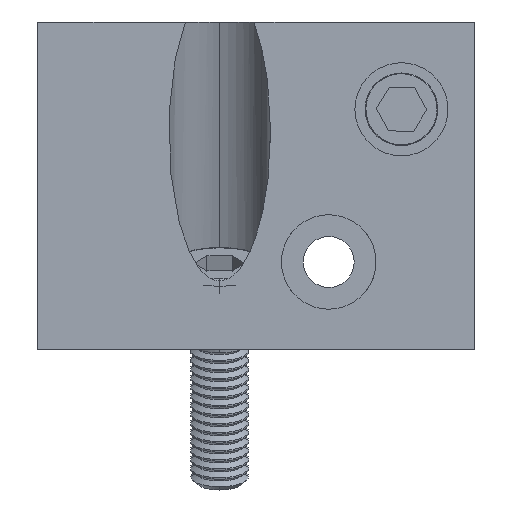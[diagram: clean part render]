
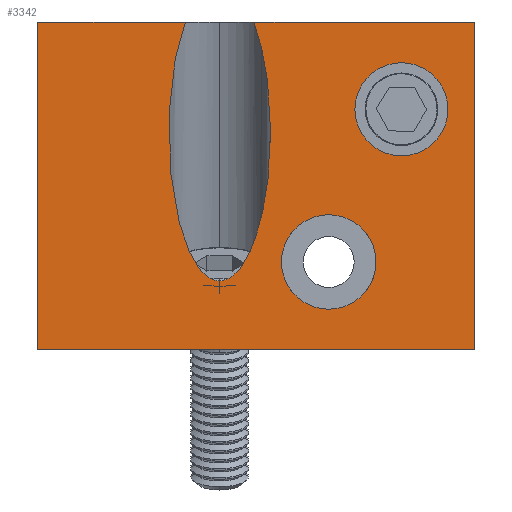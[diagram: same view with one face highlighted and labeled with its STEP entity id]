
A CAD part, left-side view. The second image highlights one B-rep face of the part: STEP entity #3342.
In plain terms, the highlighted planar face has unit normal (-1, 0, 0).
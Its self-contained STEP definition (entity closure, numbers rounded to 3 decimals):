
#67 = EDGE_LOOP ( 'NONE', ( #6553, #11075 ) ) ;
#264 = DIRECTION ( 'NONE',  ( 0., 0., -1. ) ) ;
#394 = DIRECTION ( 'NONE',  ( 0., 0., -1. ) ) ;
#664 = ORIENTED_EDGE ( 'NONE', *, *, #3459, .T. ) ;
#829 = AXIS2_PLACEMENT_3D ( 'NONE', #15522, #8057, #16828 ) ;
#942 = VERTEX_POINT ( 'NONE', #6795 ) ;
#1187 = VERTEX_POINT ( 'NONE', #18804 ) ;
#1331 = CARTESIAN_POINT ( 'NONE',  ( 6.298, 41.056, 44.21 ) ) ;
#1584 = VECTOR ( 'NONE', #10939, 1000. ) ;
#1773 = ORIENTED_EDGE ( 'NONE', *, *, #6463, .F. ) ;
#2021 = LINE ( 'NONE', #16984, #17442 ) ;
#2493 = LINE ( 'NONE', #14176, #12981 ) ;
#2809 = VERTEX_POINT ( 'NONE', #4353 ) ;
#2815 = EDGE_CURVE ( 'NONE', #2809, #17557, #10416, .T. ) ;
#3119 = CARTESIAN_POINT ( 'NONE',  ( 6.298, 36.056, 48.26 ) ) ;
#3209 = DIRECTION ( 'NONE',  ( -1., 0., 0. ) ) ;
#3262 = CARTESIAN_POINT ( 'NONE',  ( 6.298, 46.195, 57.46 ) ) ;
#3311 = CARTESIAN_POINT ( 'NONE',  ( 6.298, 31.056, 57.46 ) ) ;
#3342 = ADVANCED_FACE ( 'NONE', ( #5438, #5201, #17374 ), #12256, .T. ) ;
#3459 = EDGE_CURVE ( 'NONE', #5028, #15007, #17813, .T. ) ;
#3564 = VERTEX_POINT ( 'NONE', #9691 ) ;
#3983 = CIRCLE ( 'NONE', #829, 3.25 ) ;
#4353 = CARTESIAN_POINT ( 'NONE',  ( 6.298, 50.917, 57.46 ) ) ;
#4413 = CARTESIAN_POINT ( 'NONE',  ( 6.298, 41.056, 37.71 ) ) ;
#4453 = ORIENTED_EDGE ( 'NONE', *, *, #9200, .T. ) ;
#4486 = EDGE_CURVE ( 'NONE', #12565, #2809, #5689, .T. ) ;
#4666 = ORIENTED_EDGE ( 'NONE', *, *, #13655, .F. ) ;
#4682 = LINE ( 'NONE', #16270, #10465 ) ;
#4835 = DIRECTION ( 'NONE',  ( 0., 0., 1. ) ) ;
#4951 = ORIENTED_EDGE ( 'NONE', *, *, #6954, .T. ) ;
#4993 = ORIENTED_EDGE ( 'NONE', *, *, #2815, .F. ) ;
#5026 = CARTESIAN_POINT ( 'NONE',  ( 6.298, 31.056, 34.96 ) ) ;
#5028 = VERTEX_POINT ( 'NONE', #3119 ) ;
#5201 = FACE_BOUND ( 'NONE', #67, .T. ) ;
#5359 = ORIENTED_EDGE ( 'NONE', *, *, #4486, .F. ) ;
#5438 = FACE_OUTER_BOUND ( 'NONE', #10207, .T. ) ;
#5502 = CARTESIAN_POINT ( 'NONE',  ( 6.298, 36.056, 54.66 ) ) ;
#5689 = LINE ( 'NONE', #3311, #7105 ) ;
#5858 = ORIENTED_EDGE ( 'NONE', *, *, #10703, .T. ) ;
#6239 = DIRECTION ( 'NONE',  ( 0., -1., 0. ) ) ;
#6324 = CARTESIAN_POINT ( 'NONE',  ( 6.298, 31.056, 34.96 ) ) ;
#6463 = EDGE_CURVE ( 'NONE', #942, #12565, #2021, .T. ) ;
#6503 = CARTESIAN_POINT ( 'NONE',  ( 6.298, 36.056, 51.46 ) ) ;
#6553 = ORIENTED_EDGE ( 'NONE', *, *, #9411, .T. ) ;
#6795 = CARTESIAN_POINT ( 'NONE',  ( 6.298, 61.056, 34.96 ) ) ;
#6833 = AXIS2_PLACEMENT_3D ( 'NONE', #18286, #9176, #264 ) ;
#6873 = AXIS2_PLACEMENT_3D ( 'NONE', #13510, #10502, #17980 ) ;
#6954 = EDGE_CURVE ( 'NONE', #942, #1187, #16757, .T. ) ;
#7105 = VECTOR ( 'NONE', #18263, 1000. ) ;
#7838 = CARTESIAN_POINT ( 'NONE',  ( 6.298, 48.556, 39.673 ) ) ;
#8057 = DIRECTION ( 'NONE',  ( 1., 0., 0. ) ) ;
#8075 = CARTESIAN_POINT ( 'NONE',  ( 6.298, 61.056, 57.46 ) ) ;
#8707 = CIRCLE ( 'NONE', #6873, 3.25 ) ;
#8740 = AXIS2_PLACEMENT_3D ( 'NONE', #6324, #3209, #4835 ) ;
#8810 = CARTESIAN_POINT ( 'NONE',  ( 6.298, 53.712, 49.992 ) ) ;
#8852 = CARTESIAN_POINT ( 'NONE',  ( 6.298, 43.4, 49.992 ) ) ;
#9176 = DIRECTION ( 'NONE',  ( 1., 0., 0. ) ) ;
#9200 = EDGE_CURVE ( 'NONE', #15007, #5028, #17772, .T. ) ;
#9268 = CARTESIAN_POINT ( 'NONE',  ( 6.298, 48.556, 39.673 ) ) ;
#9318 = DIRECTION ( 'NONE',  ( 1., 0., 0. ) ) ;
#9411 = EDGE_CURVE ( 'NONE', #12353, #15174, #3983, .T. ) ;
#9658 = DIRECTION ( 'NONE',  ( 0., 0., 1. ) ) ;
#9691 = CARTESIAN_POINT ( 'NONE',  ( 6.298, 31.056, 57.46 ) ) ;
#10207 = EDGE_LOOP ( 'NONE', ( #4993, #5359, #1773, #4951, #5858, #17792, #4666 ) ) ;
#10416 =( BOUNDED_CURVE ( )  B_SPLINE_CURVE ( 3, ( #14891, #8810, #12135, #9268 ),
 .UNSPECIFIED., .F., .T. ) 
 B_SPLINE_CURVE_WITH_KNOTS ( ( 4, 4 ),
 ( 3.882, 6.283 ),
 .UNSPECIFIED. ) 
 CURVE ( )  GEOMETRIC_REPRESENTATION_ITEM ( )  RATIONAL_B_SPLINE_CURVE ( ( 1., 0.575, 0.575, 1. ) ) 
 REPRESENTATION_ITEM ( '' )  );
#10465 = VECTOR ( 'NONE', #17730, 1000. ) ;
#10471 = VERTEX_POINT ( 'NONE', #3262 ) ;
#10502 = DIRECTION ( 'NONE',  ( 1., 0., 0. ) ) ;
#10703 = EDGE_CURVE ( 'NONE', #1187, #3564, #4682, .T. ) ;
#10939 = DIRECTION ( 'NONE',  ( 0., -1., 0. ) ) ;
#11075 = ORIENTED_EDGE ( 'NONE', *, *, #15913, .T. ) ;
#11623 = EDGE_CURVE ( 'NONE', #10471, #3564, #2493, .T. ) ;
#12135 = CARTESIAN_POINT ( 'NONE',  ( 6.298, 52.342, 39.673 ) ) ;
#12256 = PLANE ( 'NONE',  #8740 ) ;
#12353 = VERTEX_POINT ( 'NONE', #1331 ) ;
#12565 = VERTEX_POINT ( 'NONE', #8075 ) ;
#12981 = VECTOR ( 'NONE', #6239, 1000. ) ;
#12992 = AXIS2_PLACEMENT_3D ( 'NONE', #6503, #9318, #394 ) ;
#13510 = CARTESIAN_POINT ( 'NONE',  ( 6.298, 41.056, 40.96 ) ) ;
#13655 = EDGE_CURVE ( 'NONE', #17557, #10471, #18646, .T. ) ;
#14176 = CARTESIAN_POINT ( 'NONE',  ( 6.298, 31.056, 57.46 ) ) ;
#14861 = CARTESIAN_POINT ( 'NONE',  ( 6.298, 46.195, 57.46 ) ) ;
#14891 = CARTESIAN_POINT ( 'NONE',  ( 6.298, 50.917, 57.46 ) ) ;
#15007 = VERTEX_POINT ( 'NONE', #5502 ) ;
#15174 = VERTEX_POINT ( 'NONE', #4413 ) ;
#15522 = CARTESIAN_POINT ( 'NONE',  ( 6.298, 41.056, 40.96 ) ) ;
#15913 = EDGE_CURVE ( 'NONE', #15174, #12353, #8707, .T. ) ;
#16270 = CARTESIAN_POINT ( 'NONE',  ( 6.298, 31.056, 34.96 ) ) ;
#16757 = LINE ( 'NONE', #5026, #1584 ) ;
#16812 = EDGE_LOOP ( 'NONE', ( #4453, #664 ) ) ;
#16828 = DIRECTION ( 'NONE',  ( 0., 0., -1. ) ) ;
#16984 = CARTESIAN_POINT ( 'NONE',  ( 6.298, 61.056, 34.96 ) ) ;
#17374 = FACE_BOUND ( 'NONE', #16812, .T. ) ;
#17442 = VECTOR ( 'NONE', #9658, 1000. ) ;
#17557 = VERTEX_POINT ( 'NONE', #7838 ) ;
#17730 = DIRECTION ( 'NONE',  ( 0., 0., 1. ) ) ;
#17772 = CIRCLE ( 'NONE', #6833, 3.2 ) ;
#17792 = ORIENTED_EDGE ( 'NONE', *, *, #11623, .F. ) ;
#17813 = CIRCLE ( 'NONE', #12992, 3.2 ) ;
#17827 = CARTESIAN_POINT ( 'NONE',  ( 6.298, 48.556, 39.673 ) ) ;
#17959 = CARTESIAN_POINT ( 'NONE',  ( 6.298, 44.77, 39.673 ) ) ;
#17980 = DIRECTION ( 'NONE',  ( 0., 0., -1. ) ) ;
#18263 = DIRECTION ( 'NONE',  ( 0., -1., 0. ) ) ;
#18286 = CARTESIAN_POINT ( 'NONE',  ( 6.298, 36.056, 51.46 ) ) ;
#18646 =( BOUNDED_CURVE ( )  B_SPLINE_CURVE ( 3, ( #17827, #17959, #8852, #14861 ),
 .UNSPECIFIED., .F., .F. ) 
 B_SPLINE_CURVE_WITH_KNOTS ( ( 4, 4 ),
 ( 0., 2.401 ),
 .UNSPECIFIED. ) 
 CURVE ( )  GEOMETRIC_REPRESENTATION_ITEM ( )  RATIONAL_B_SPLINE_CURVE ( ( 1., 0.575, 0.575, 1. ) ) 
 REPRESENTATION_ITEM ( '' )  );
#18804 = CARTESIAN_POINT ( 'NONE',  ( 6.298, 31.056, 34.96 ) ) ;
